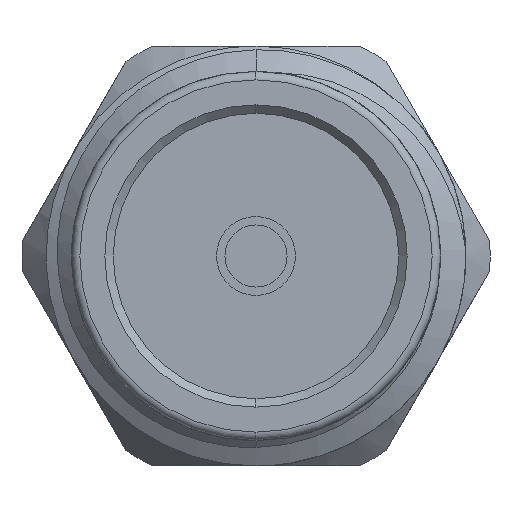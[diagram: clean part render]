
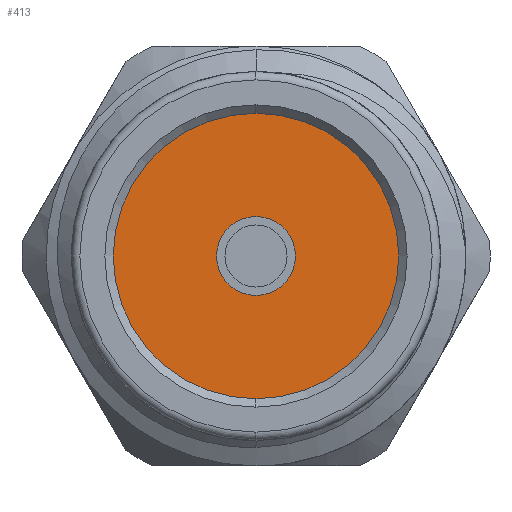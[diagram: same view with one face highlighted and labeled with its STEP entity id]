
A CAD part, left-side view. The second image highlights one B-rep face of the part: STEP entity #413.
In plain terms, the highlighted planar face has unit normal (-1, 0, 0).
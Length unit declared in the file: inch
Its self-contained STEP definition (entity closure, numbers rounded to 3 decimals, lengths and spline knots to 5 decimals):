
#66 = EDGE_LOOP ( 'NONE', ( #2118, #1272 ) ) ;
#75 = CARTESIAN_POINT ( 'NONE',  ( 0.075, 0., 0. ) ) ;
#92 = EDGE_CURVE ( 'NONE', #494, #379, #1424, .T. ) ;
#97 = ORIENTED_EDGE ( 'NONE', *, *, #129, .F. ) ;
#129 = EDGE_CURVE ( 'NONE', #1767, #1876, #2303, .T. ) ;
#174 = CARTESIAN_POINT ( 'NONE',  ( 0.075, 0., 0. ) ) ;
#183 = CARTESIAN_POINT ( 'NONE',  ( 0.075, 0., -0.0235 ) ) ;
#279 = CARTESIAN_POINT ( 'NONE',  ( 0.075, 0., 0.0235 ) ) ;
#379 = VERTEX_POINT ( 'NONE', #436 ) ;
#413 = ADVANCED_FACE ( 'NONE', ( #1270, #1065 ), #998, .T. ) ;
#436 = CARTESIAN_POINT ( 'NONE',  ( 0.075, 0., -0.085 ) ) ;
#443 = CIRCLE ( 'NONE', #1919, 0.0235 ) ;
#494 = VERTEX_POINT ( 'NONE', #1500 ) ;
#544 = DIRECTION ( 'NONE',  ( -1., 0., 0. ) ) ;
#552 = DIRECTION ( 'NONE',  ( 0., 0., 1. ) ) ;
#557 = CARTESIAN_POINT ( 'NONE',  ( 0.075, 0., 0. ) ) ;
#785 = CARTESIAN_POINT ( 'NONE',  ( 0.075, 0., 0. ) ) ;
#886 = DIRECTION ( 'NONE',  ( 0., 0., 1. ) ) ;
#910 = AXIS2_PLACEMENT_3D ( 'NONE', #785, #2876, #552 ) ;
#998 = PLANE ( 'NONE',  #910 ) ;
#1065 = FACE_OUTER_BOUND ( 'NONE', #66, .T. ) ;
#1185 = AXIS2_PLACEMENT_3D ( 'NONE', #557, #2167, #2400 ) ;
#1270 = FACE_BOUND ( 'NONE', #1441, .T. ) ;
#1272 = ORIENTED_EDGE ( 'NONE', *, *, #1833, .T. ) ;
#1424 = CIRCLE ( 'NONE', #1185, 0.085 ) ;
#1441 = EDGE_LOOP ( 'NONE', ( #2971, #97 ) ) ;
#1500 = CARTESIAN_POINT ( 'NONE',  ( 0.075, 0., 0.085 ) ) ;
#1723 = DIRECTION ( 'NONE',  ( 0., 0., 1. ) ) ;
#1738 = EDGE_CURVE ( 'NONE', #1876, #1767, #443, .T. ) ;
#1767 = VERTEX_POINT ( 'NONE', #183 ) ;
#1833 = EDGE_CURVE ( 'NONE', #379, #494, #2840, .T. ) ;
#1876 = VERTEX_POINT ( 'NONE', #279 ) ;
#1919 = AXIS2_PLACEMENT_3D ( 'NONE', #2695, #2015, #886 ) ;
#2015 = DIRECTION ( 'NONE',  ( -1., 0., 0. ) ) ;
#2032 = AXIS2_PLACEMENT_3D ( 'NONE', #174, #2723, #2984 ) ;
#2118 = ORIENTED_EDGE ( 'NONE', *, *, #92, .T. ) ;
#2167 = DIRECTION ( 'NONE',  ( -1., 0., 0. ) ) ;
#2175 = AXIS2_PLACEMENT_3D ( 'NONE', #75, #544, #1723 ) ;
#2303 = CIRCLE ( 'NONE', #2032, 0.0235 ) ;
#2400 = DIRECTION ( 'NONE',  ( 0., 0., 1. ) ) ;
#2695 = CARTESIAN_POINT ( 'NONE',  ( 0.075, 0., 0. ) ) ;
#2723 = DIRECTION ( 'NONE',  ( -1., 0., 0. ) ) ;
#2840 = CIRCLE ( 'NONE', #2175, 0.085 ) ;
#2876 = DIRECTION ( 'NONE',  ( -1., 0., 0. ) ) ;
#2971 = ORIENTED_EDGE ( 'NONE', *, *, #1738, .F. ) ;
#2984 = DIRECTION ( 'NONE',  ( 0., 0., 1. ) ) ;
